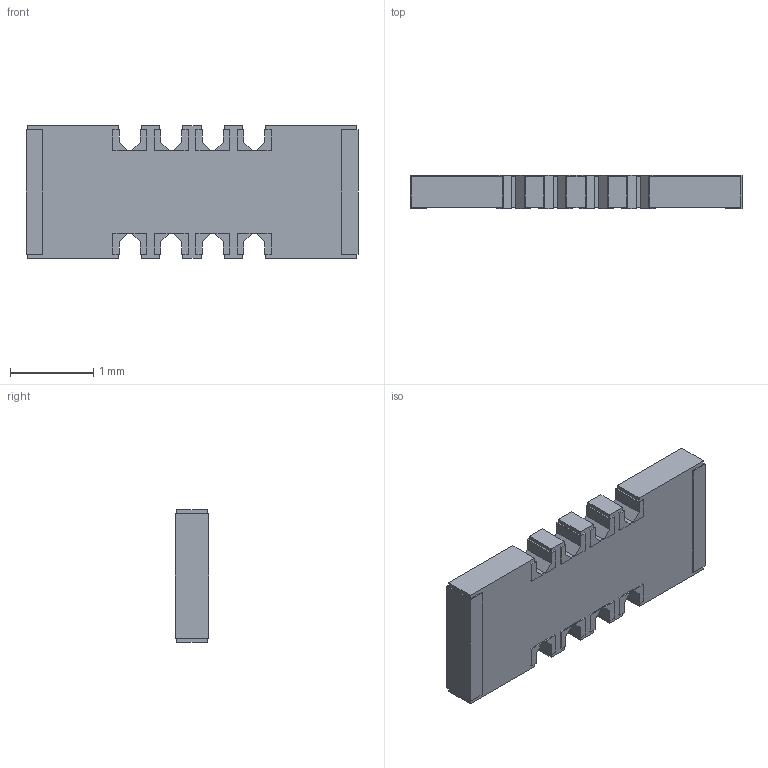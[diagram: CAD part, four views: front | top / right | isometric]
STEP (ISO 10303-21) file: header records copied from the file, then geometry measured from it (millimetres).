
FILE_DESCRIPTION(/* description */ (''),/* implementation_level */ '2;1');
FILE_NAME(/* name */ 'RAVF168D_stp.stp',/* time_stamp */ '2019-08-12T13:32:52-04:00',/* author */ ('mulla'),/* organization */ (''),/* preprocessor_version */ 'ST-DEVELOPER v16.1',/* originating_system */ 'Autodesk Inventor 2016',/* authorisation */ '');
FILE_SCHEMA (('AUTOMOTIVE_DESIGN { 1 0 10303 214 3 1 1 }'));
Length unit declared in the file: millimetre
Products named in the file (1): RAVF168D
Bounding box: 4 x 0.4 x 1.6 mm (x, y, z)
Volume: 2.4 mm3; surface area: 33.6 mm2
Topology: 20 solids, 20 shells, 176 faces, 408 edges, 272 vertices
Faces by surface type: plane 176
Entity records: 5094 total; most frequent: CARTESIAN_POINT 857, ORIENTED_EDGE 816, DIRECTION 762, LINE 408, VECTOR 408, EDGE_CURVE 408, VERTEX_POINT 272, STYLED_ITEM 196
